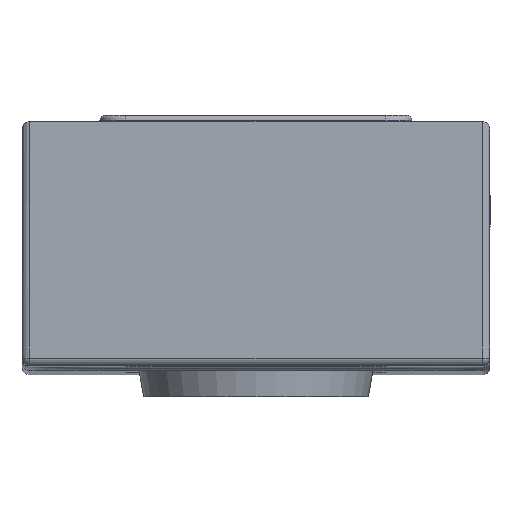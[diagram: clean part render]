
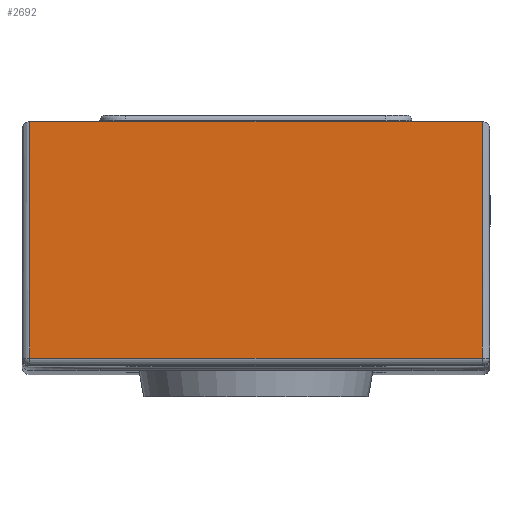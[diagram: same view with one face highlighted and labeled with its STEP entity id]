
A CAD part, top view. The second image highlights one B-rep face of the part: STEP entity #2692.
In plain terms, the highlighted face is planar.
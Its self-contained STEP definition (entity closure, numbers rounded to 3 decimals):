
#419=CARTESIAN_POINT('',(0.,0.3,0.3));
#420=VERTEX_POINT('',#419);
#474=CARTESIAN_POINT('',(0.,0.3,17.7));
#475=VERTEX_POINT('',#474);
#510=CARTESIAN_POINT('',(0.,0.3,17.7));
#511=DIRECTION('',(0.0,0.0,-1.0));
#512=VECTOR('',#511,17.4);
#513=LINE('',#510,#512);
#514=EDGE_CURVE('',#475,#420,#513,.T.);
#553=CARTESIAN_POINT('',(0.,9.4,17.7));
#554=VERTEX_POINT('',#553);
#555=CARTESIAN_POINT('',(0.,9.4,17.7));
#556=DIRECTION('',(0.0,-1.0,0.0));
#557=VECTOR('',#556,9.1);
#558=LINE('',#555,#557);
#559=EDGE_CURVE('',#554,#475,#558,.T.);
#595=CARTESIAN_POINT('',(0.,9.4,0.3));
#596=VERTEX_POINT('',#595);
#956=CARTESIAN_POINT('',(0.,0.3,0.3));
#957=DIRECTION('',(0.0,1.0,0.0));
#958=VECTOR('',#957,9.1);
#959=LINE('',#956,#958);
#960=EDGE_CURVE('',#420,#596,#959,.T.);
#1162=CARTESIAN_POINT('',(0.,9.4,0.3));
#1163=DIRECTION('',(0.0,0.0,1.0));
#1164=VECTOR('',#1163,17.4);
#1165=LINE('',#1162,#1164);
#1166=EDGE_CURVE('',#596,#554,#1165,.T.);
#2681=CARTESIAN_POINT('',(0.0,0.0,0.0));
#2682=DIRECTION('',(-1.0,0.0,0.0));
#2683=DIRECTION('',(0.0,0.0,1.0));
#2684=AXIS2_PLACEMENT_3D('',#2681,#2682,#2683);
#2685=PLANE('',#2684);
#2686=ORIENTED_EDGE('',*,*,#559,.F.);
#2687=ORIENTED_EDGE('',*,*,#1166,.F.);
#2688=ORIENTED_EDGE('',*,*,#960,.F.);
#2689=ORIENTED_EDGE('',*,*,#514,.F.);
#2690=EDGE_LOOP('',(#2686,#2687,#2688,#2689));
#2691=FACE_OUTER_BOUND('',#2690,.T.);
#2692=ADVANCED_FACE('',(#2691),#2685,.T.);
